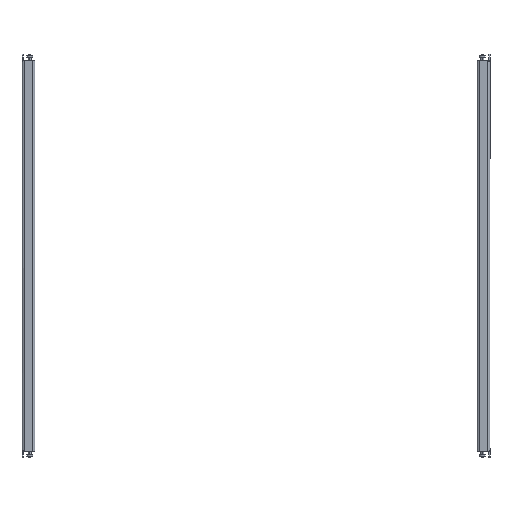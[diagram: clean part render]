
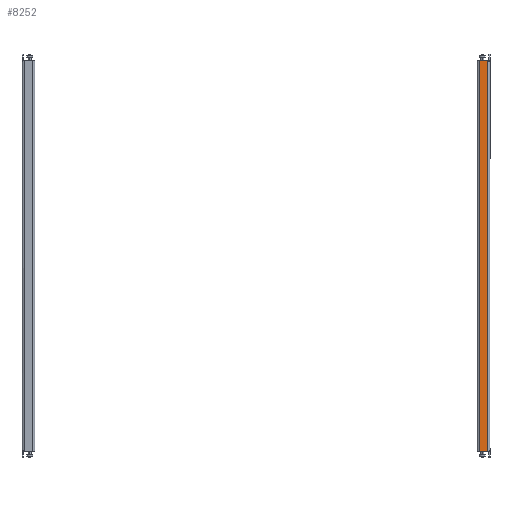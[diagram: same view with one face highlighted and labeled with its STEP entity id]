
A CAD part, front view. The second image highlights one B-rep face of the part: STEP entity #8252.
In plain terms, the highlighted planar face has unit normal (0, -1, 0).
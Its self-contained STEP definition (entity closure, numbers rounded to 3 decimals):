
#174 = VERTEX_POINT ( 'NONE', #6734 ) ;
#349 = DIRECTION ( 'NONE',  ( 0., 0., -1. ) ) ;
#718 = LINE ( 'NONE', #10215, #13284 ) ;
#1048 = ORIENTED_EDGE ( 'NONE', *, *, #2660, .T. ) ;
#1330 = LINE ( 'NONE', #4379, #8155 ) ;
#1502 = LINE ( 'NONE', #5378, #11768 ) ;
#1912 = FACE_OUTER_BOUND ( 'NONE', #8718, .T. ) ;
#1937 = AXIS2_PLACEMENT_3D ( 'NONE', #5743, #8173, #11851 ) ;
#2660 = EDGE_CURVE ( 'NONE', #14277, #6495, #718, .T. ) ;
#2776 = DIRECTION ( 'NONE',  ( 1., 0., 0. ) ) ;
#4379 = CARTESIAN_POINT ( 'NONE',  ( 313.4, -49., -4. ) ) ;
#4510 = PLANE ( 'NONE',  #1937 ) ;
#4537 = ORIENTED_EDGE ( 'NONE', *, *, #13595, .F. ) ;
#5317 = CARTESIAN_POINT ( 'NONE',  ( -317.4, -49., -17. ) ) ;
#5378 = CARTESIAN_POINT ( 'NONE',  ( 317.4, -49., -4. ) ) ;
#5436 = CARTESIAN_POINT ( 'NONE',  ( 317.4, -49., -17. ) ) ;
#5743 = CARTESIAN_POINT ( 'NONE',  ( 0., -49., 0. ) ) ;
#6450 = VECTOR ( 'NONE', #349, 1000. ) ;
#6495 = VERTEX_POINT ( 'NONE', #5436 ) ;
#6734 = CARTESIAN_POINT ( 'NONE',  ( -317.4, -49., -4. ) ) ;
#7920 = DIRECTION ( 'NONE',  ( 0., 0., -1. ) ) ;
#8155 = VECTOR ( 'NONE', #10378, 1000. ) ;
#8173 = DIRECTION ( 'NONE',  ( 0., 1., 0. ) ) ;
#8252 = ADVANCED_FACE ( 'NONE', ( #1912 ), #4510, .F. ) ;
#8718 = EDGE_LOOP ( 'NONE', ( #1048, #12985, #4537, #12453 ) ) ;
#9144 = EDGE_CURVE ( 'NONE', #174, #14277, #13307, .T. ) ;
#9283 = EDGE_CURVE ( 'NONE', #12979, #6495, #1502, .T. ) ;
#9331 = CARTESIAN_POINT ( 'NONE',  ( 317.4, -49., -4. ) ) ;
#10215 = CARTESIAN_POINT ( 'NONE',  ( -317.4, -49., -17. ) ) ;
#10378 = DIRECTION ( 'NONE',  ( 1., 0., 0. ) ) ;
#11087 = CARTESIAN_POINT ( 'NONE',  ( -317.4, -49., -4. ) ) ;
#11768 = VECTOR ( 'NONE', #7920, 1000. ) ;
#11851 = DIRECTION ( 'NONE',  ( 0., 0., 1. ) ) ;
#12453 = ORIENTED_EDGE ( 'NONE', *, *, #9144, .T. ) ;
#12979 = VERTEX_POINT ( 'NONE', #9331 ) ;
#12985 = ORIENTED_EDGE ( 'NONE', *, *, #9283, .F. ) ;
#13284 = VECTOR ( 'NONE', #2776, 1000. ) ;
#13307 = LINE ( 'NONE', #11087, #6450 ) ;
#13595 = EDGE_CURVE ( 'NONE', #174, #12979, #1330, .T. ) ;
#14277 = VERTEX_POINT ( 'NONE', #5317 ) ;
